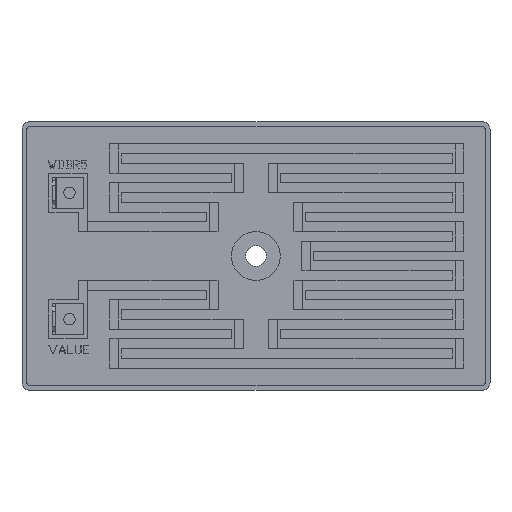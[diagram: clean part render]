
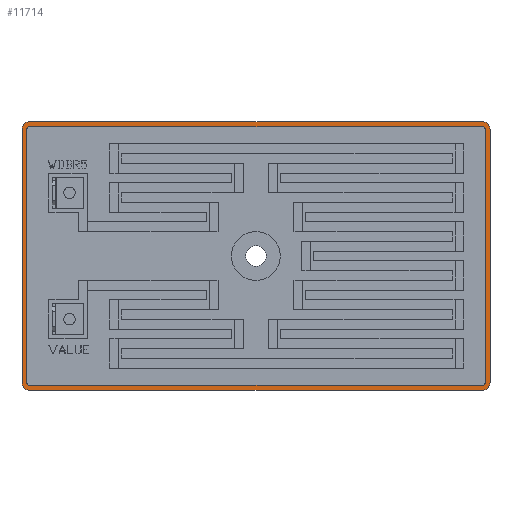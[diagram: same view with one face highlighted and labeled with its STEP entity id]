
A CAD part, top view. The second image highlights one B-rep face of the part: STEP entity #11714.
In plain terms, the highlighted planar face has unit normal (0, 0, 1).
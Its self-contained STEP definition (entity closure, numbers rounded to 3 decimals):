
#35 = ORIENTED_EDGE ( 'NONE', *, *, #3120, .F. ) ;
#136 = VERTEX_POINT ( 'NONE', #2934 ) ;
#383 = CARTESIAN_POINT ( 'NONE',  ( 63.976, -30.82, 0.9 ) ) ;
#474 = LINE ( 'NONE', #3908, #7570 ) ;
#570 = EDGE_CURVE ( 'NONE', #5473, #6005, #2911, .T. ) ;
#620 = ORIENTED_EDGE ( 'NONE', *, *, #7602, .F. ) ;
#711 = VERTEX_POINT ( 'NONE', #10720 ) ;
#745 = VECTOR ( 'NONE', #10466, 1000. ) ;
#765 = AXIS2_PLACEMENT_3D ( 'NONE', #4287, #5240, #11771 ) ;
#807 = CARTESIAN_POINT ( 'NONE',  ( 65.246, -30.82, 0.9 ) ) ;
#810 = VECTOR ( 'NONE', #2278, 1000. ) ;
#866 = DIRECTION ( 'NONE',  ( 0., 0., 1. ) ) ;
#897 = AXIS2_PLACEMENT_3D ( 'NONE', #1802, #8276, #2729 ) ;
#951 = DIRECTION ( 'NONE',  ( 0., 0., 1. ) ) ;
#1406 = AXIS2_PLACEMENT_3D ( 'NONE', #6514, #951, #7421 ) ;
#1802 = CARTESIAN_POINT ( 'NONE',  ( -54.754, -30.82, 0.9 ) ) ;
#1820 = VECTOR ( 'NONE', #3410, 1000. ) ;
#2054 = CARTESIAN_POINT ( 'NONE',  ( -55.484, -30.82, 0.9 ) ) ;
#2205 = CIRCLE ( 'NONE', #11277, 0.73 ) ;
#2225 = FACE_BOUND ( 'NONE', #2285, .T. ) ;
#2243 = EDGE_LOOP ( 'NONE', ( #8616, #2564, #9063, #8657, #11486, #6644, #4898, #11666 ) ) ;
#2264 = EDGE_CURVE ( 'NONE', #6288, #711, #474, .T. ) ;
#2278 = DIRECTION ( 'NONE',  ( -1., 0., 0. ) ) ;
#2285 = EDGE_LOOP ( 'NONE', ( #7678, #9500, #3329, #620, #7976, #35, #11039, #5844 ) ) ;
#2385 = LINE ( 'NONE', #2054, #4562 ) ;
#2435 = VERTEX_POINT ( 'NONE', #11640 ) ;
#2564 = ORIENTED_EDGE ( 'NONE', *, *, #5559, .T. ) ;
#2729 = DIRECTION ( 'NONE',  ( 1., 0., 0. ) ) ;
#2812 = CARTESIAN_POINT ( 'NONE',  ( -54.754, 37.18, 0.9 ) ) ;
#2911 = LINE ( 'NONE', #10502, #745 ) ;
#2934 = CARTESIAN_POINT ( 'NONE',  ( -54.754, -31.55, 0.9 ) ) ;
#2977 = DIRECTION ( 'NONE',  ( 0., -1., 0. ) ) ;
#3026 = CARTESIAN_POINT ( 'NONE',  ( -54.754, 35.18, 0.9 ) ) ;
#3086 = EDGE_CURVE ( 'NONE', #6482, #9990, #7148, .T. ) ;
#3120 = EDGE_CURVE ( 'NONE', #6005, #8938, #2205, .T. ) ;
#3229 = CARTESIAN_POINT ( 'NONE',  ( 63.246, -31.55, 0.9 ) ) ;
#3329 = ORIENTED_EDGE ( 'NONE', *, *, #6120, .F. ) ;
#3410 = DIRECTION ( 'NONE',  ( 0., 1., 0. ) ) ;
#3546 = DIRECTION ( 'NONE',  ( 0., 0., 1. ) ) ;
#3558 = LINE ( 'NONE', #6906, #810 ) ;
#3570 = CIRCLE ( 'NONE', #897, 0.73 ) ;
#3865 = AXIS2_PLACEMENT_3D ( 'NONE', #9113, #3546, #10041 ) ;
#3901 = CARTESIAN_POINT ( 'NONE',  ( -56.754, 35.18, 0.9 ) ) ;
#3908 = CARTESIAN_POINT ( 'NONE',  ( -54.754, -32.82, 0.9 ) ) ;
#3938 = DIRECTION ( 'NONE',  ( 1., 0., 0. ) ) ;
#3990 = VERTEX_POINT ( 'NONE', #5445 ) ;
#4205 = EDGE_CURVE ( 'NONE', #9990, #6288, #5476, .T. ) ;
#4235 = EDGE_CURVE ( 'NONE', #7076, #6482, #9527, .T. ) ;
#4287 = CARTESIAN_POINT ( 'NONE',  ( 63.246, 35.18, 0.9 ) ) ;
#4421 = EDGE_CURVE ( 'NONE', #9490, #8408, #5014, .T. ) ;
#4512 = CARTESIAN_POINT ( 'NONE',  ( 63.246, 37.18, 0.9 ) ) ;
#4562 = VECTOR ( 'NONE', #8536, 1000. ) ;
#4831 = DIRECTION ( 'NONE',  ( 1., 0., 0. ) ) ;
#4898 = ORIENTED_EDGE ( 'NONE', *, *, #11780, .T. ) ;
#4940 = CARTESIAN_POINT ( 'NONE',  ( 63.246, -30.82, 0.9 ) ) ;
#5014 = CIRCLE ( 'NONE', #11999, 0.73 ) ;
#5047 = EDGE_CURVE ( 'NONE', #8938, #2435, #2385, .T. ) ;
#5157 = CIRCLE ( 'NONE', #7126, 0.73 ) ;
#5240 = DIRECTION ( 'NONE',  ( 0., 0., 1. ) ) ;
#5370 = DIRECTION ( 'NONE',  ( 0., 0., 1. ) ) ;
#5406 = VERTEX_POINT ( 'NONE', #807 ) ;
#5445 = CARTESIAN_POINT ( 'NONE',  ( 65.246, 35.18, 0.9 ) ) ;
#5473 = VERTEX_POINT ( 'NONE', #9548 ) ;
#5476 = CIRCLE ( 'NONE', #9099, 2. ) ;
#5507 = DIRECTION ( 'NONE',  ( 0., 0., 1. ) ) ;
#5559 = EDGE_CURVE ( 'NONE', #7550, #7076, #3558, .T. ) ;
#5737 = EDGE_CURVE ( 'NONE', #8408, #6701, #6461, .T. ) ;
#5844 = ORIENTED_EDGE ( 'NONE', *, *, #10051, .F. ) ;
#5897 = DIRECTION ( 'NONE',  ( 1., 0., 0. ) ) ;
#6005 = VERTEX_POINT ( 'NONE', #8420 ) ;
#6120 = EDGE_CURVE ( 'NONE', #136, #9490, #11100, .T. ) ;
#6288 = VERTEX_POINT ( 'NONE', #9988 ) ;
#6418 = CARTESIAN_POINT ( 'NONE',  ( 63.246, 35.18, 0.9 ) ) ;
#6461 = LINE ( 'NONE', #9905, #1820 ) ;
#6482 = VERTEX_POINT ( 'NONE', #9312 ) ;
#6514 = CARTESIAN_POINT ( 'NONE',  ( -54.754, 35.18, 0.9 ) ) ;
#6644 = ORIENTED_EDGE ( 'NONE', *, *, #2264, .T. ) ;
#6701 = VERTEX_POINT ( 'NONE', #10537 ) ;
#6739 = VECTOR ( 'NONE', #9732, 1000. ) ;
#6906 = CARTESIAN_POINT ( 'NONE',  ( -54.754, 37.18, 0.9 ) ) ;
#7044 = VECTOR ( 'NONE', #8796, 1000. ) ;
#7076 = VERTEX_POINT ( 'NONE', #2812 ) ;
#7126 = AXIS2_PLACEMENT_3D ( 'NONE', #6418, #866, #7342 ) ;
#7148 = LINE ( 'NONE', #3901, #11815 ) ;
#7335 = LINE ( 'NONE', #7845, #7044 ) ;
#7342 = DIRECTION ( 'NONE',  ( 1., 0., 0. ) ) ;
#7421 = DIRECTION ( 'NONE',  ( 1., 0., 0. ) ) ;
#7479 = EDGE_CURVE ( 'NONE', #3990, #7550, #9668, .T. ) ;
#7550 = VERTEX_POINT ( 'NONE', #4512 ) ;
#7570 = VECTOR ( 'NONE', #4831, 1000. ) ;
#7602 = EDGE_CURVE ( 'NONE', #2435, #136, #3570, .T. ) ;
#7678 = ORIENTED_EDGE ( 'NONE', *, *, #5737, .F. ) ;
#7845 = CARTESIAN_POINT ( 'NONE',  ( 65.246, 35.18, 0.9 ) ) ;
#7976 = ORIENTED_EDGE ( 'NONE', *, *, #5047, .F. ) ;
#8276 = DIRECTION ( 'NONE',  ( 0., 0., 1. ) ) ;
#8408 = VERTEX_POINT ( 'NONE', #383 ) ;
#8420 = CARTESIAN_POINT ( 'NONE',  ( -54.754, 35.91, 0.9 ) ) ;
#8536 = DIRECTION ( 'NONE',  ( 0., -1., 0. ) ) ;
#8616 = ORIENTED_EDGE ( 'NONE', *, *, #7479, .T. ) ;
#8657 = ORIENTED_EDGE ( 'NONE', *, *, #3086, .T. ) ;
#8796 = DIRECTION ( 'NONE',  ( 0., 1., 0. ) ) ;
#8938 = VERTEX_POINT ( 'NONE', #11341 ) ;
#9063 = ORIENTED_EDGE ( 'NONE', *, *, #4235, .T. ) ;
#9099 = AXIS2_PLACEMENT_3D ( 'NONE', #11059, #5507, #12008 ) ;
#9113 = CARTESIAN_POINT ( 'NONE',  ( 63.246, -30.82, 0.9 ) ) ;
#9312 = CARTESIAN_POINT ( 'NONE',  ( -56.754, 35.18, 0.9 ) ) ;
#9339 = FACE_OUTER_BOUND ( 'NONE', #2243, .T. ) ;
#9490 = VERTEX_POINT ( 'NONE', #10256 ) ;
#9500 = ORIENTED_EDGE ( 'NONE', *, *, #4421, .F. ) ;
#9503 = DIRECTION ( 'NONE',  ( 0., 0., 1. ) ) ;
#9527 = CIRCLE ( 'NONE', #1406, 2. ) ;
#9548 = CARTESIAN_POINT ( 'NONE',  ( 63.246, 35.91, 0.9 ) ) ;
#9668 = CIRCLE ( 'NONE', #11080, 2. ) ;
#9732 = DIRECTION ( 'NONE',  ( 1., 0., 0. ) ) ;
#9905 = CARTESIAN_POINT ( 'NONE',  ( 63.976, 35.18, 0.9 ) ) ;
#9988 = CARTESIAN_POINT ( 'NONE',  ( -54.754, -32.82, 0.9 ) ) ;
#9990 = VERTEX_POINT ( 'NONE', #9993 ) ;
#9993 = CARTESIAN_POINT ( 'NONE',  ( -56.754, -30.82, 0.9 ) ) ;
#10041 = DIRECTION ( 'NONE',  ( 1., 0., 0. ) ) ;
#10051 = EDGE_CURVE ( 'NONE', #6701, #5473, #5157, .T. ) ;
#10256 = CARTESIAN_POINT ( 'NONE',  ( 63.246, -31.55, 0.9 ) ) ;
#10466 = DIRECTION ( 'NONE',  ( -1., 0., 0. ) ) ;
#10502 = CARTESIAN_POINT ( 'NONE',  ( -54.754, 35.91, 0.9 ) ) ;
#10537 = CARTESIAN_POINT ( 'NONE',  ( 63.976, 35.18, 0.9 ) ) ;
#10648 = CIRCLE ( 'NONE', #3865, 2. ) ;
#10720 = CARTESIAN_POINT ( 'NONE',  ( 63.246, -32.82, 0.9 ) ) ;
#10823 = PLANE ( 'NONE',  #765 ) ;
#10934 = CARTESIAN_POINT ( 'NONE',  ( 63.246, 35.18, 0.9 ) ) ;
#11039 = ORIENTED_EDGE ( 'NONE', *, *, #570, .F. ) ;
#11059 = CARTESIAN_POINT ( 'NONE',  ( -54.754, -30.82, 0.9 ) ) ;
#11071 = EDGE_CURVE ( 'NONE', #5406, #3990, #7335, .T. ) ;
#11080 = AXIS2_PLACEMENT_3D ( 'NONE', #10934, #5370, #11889 ) ;
#11100 = LINE ( 'NONE', #3229, #6739 ) ;
#11277 = AXIS2_PLACEMENT_3D ( 'NONE', #3026, #9503, #3938 ) ;
#11341 = CARTESIAN_POINT ( 'NONE',  ( -55.484, 35.18, 0.9 ) ) ;
#11462 = DIRECTION ( 'NONE',  ( 0., 0., 1. ) ) ;
#11486 = ORIENTED_EDGE ( 'NONE', *, *, #4205, .T. ) ;
#11640 = CARTESIAN_POINT ( 'NONE',  ( -55.484, -30.82, 0.9 ) ) ;
#11666 = ORIENTED_EDGE ( 'NONE', *, *, #11071, .T. ) ;
#11714 = ADVANCED_FACE ( 'NONE', ( #2225, #9339 ), #10823, .T. ) ;
#11771 = DIRECTION ( 'NONE',  ( 1., 0., 0. ) ) ;
#11780 = EDGE_CURVE ( 'NONE', #711, #5406, #10648, .T. ) ;
#11815 = VECTOR ( 'NONE', #2977, 1000. ) ;
#11889 = DIRECTION ( 'NONE',  ( 1., 0., 0. ) ) ;
#11999 = AXIS2_PLACEMENT_3D ( 'NONE', #4940, #11462, #5897 ) ;
#12008 = DIRECTION ( 'NONE',  ( 1., 0., 0. ) ) ;
